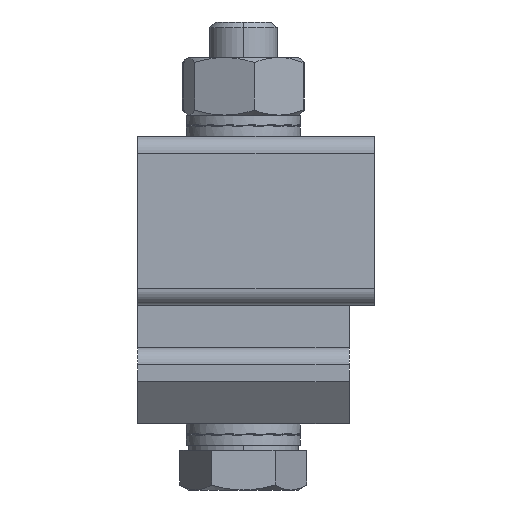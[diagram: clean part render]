
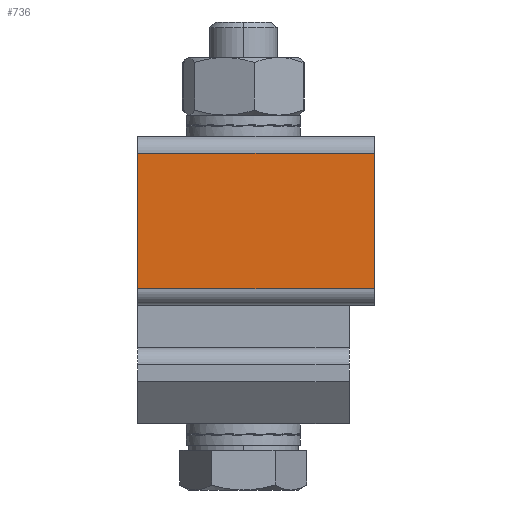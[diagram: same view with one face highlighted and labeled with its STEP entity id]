
A CAD part, left-side view. The second image highlights one B-rep face of the part: STEP entity #736.
In plain terms, the highlighted planar face has unit normal (-1, 0, 0).
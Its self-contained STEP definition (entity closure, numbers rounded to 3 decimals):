
#699 = CARTESIAN_POINT ( 'NONE',  ( -130., 12.5, 5. ) ) ;
#736 = ADVANCED_FACE ( 'NONE', ( #2508 ), #8446, .F. ) ;
#843 = CARTESIAN_POINT ( 'NONE',  ( -130., -15.5, 7. ) ) ;
#2268 = EDGE_CURVE ( 'NONE', #2506, #13397, #12192, .T. ) ;
#2506 = VERTEX_POINT ( 'NONE', #10088 ) ;
#2508 = FACE_OUTER_BOUND ( 'NONE', #13364, .T. ) ;
#3984 = LINE ( 'NONE', #6639, #14480 ) ;
#4102 = CARTESIAN_POINT ( 'NONE',  ( -130., -15.5, 5. ) ) ;
#4389 = VECTOR ( 'NONE', #15028, 1000. ) ;
#4910 = AXIS2_PLACEMENT_3D ( 'NONE', #699, #19765, #19899 ) ;
#5811 = VERTEX_POINT ( 'NONE', #16755 ) ;
#6639 = CARTESIAN_POINT ( 'NONE',  ( -130., 12.5, 5. ) ) ;
#6835 = DIRECTION ( 'NONE',  ( 0., 0., 1. ) ) ;
#7168 = LINE ( 'NONE', #11631, #16660 ) ;
#7925 = CARTESIAN_POINT ( 'NONE',  ( -130., 12.5, 7. ) ) ;
#8446 = PLANE ( 'NONE',  #4910 ) ;
#8616 = ORIENTED_EDGE ( 'NONE', *, *, #9474, .T. ) ;
#8937 = ORIENTED_EDGE ( 'NONE', *, *, #16349, .F. ) ;
#9207 = VECTOR ( 'NONE', #16267, 1000. ) ;
#9474 = EDGE_CURVE ( 'NONE', #16699, #2506, #16480, .T. ) ;
#9755 = ORIENTED_EDGE ( 'NONE', *, *, #15999, .T. ) ;
#10088 = CARTESIAN_POINT ( 'NONE',  ( -130., -15.5, 7. ) ) ;
#11631 = CARTESIAN_POINT ( 'NONE',  ( -130., 12.5, 23. ) ) ;
#12192 = LINE ( 'NONE', #4102, #4389 ) ;
#13364 = EDGE_LOOP ( 'NONE', ( #15826, #9755, #8937, #8616 ) ) ;
#13397 = VERTEX_POINT ( 'NONE', #14203 ) ;
#14203 = CARTESIAN_POINT ( 'NONE',  ( -130., -15.5, 23. ) ) ;
#14480 = VECTOR ( 'NONE', #6835, 1000. ) ;
#14937 = DIRECTION ( 'NONE',  ( 0., 1., 0. ) ) ;
#15028 = DIRECTION ( 'NONE',  ( 0., 0., 1. ) ) ;
#15826 = ORIENTED_EDGE ( 'NONE', *, *, #2268, .T. ) ;
#15999 = EDGE_CURVE ( 'NONE', #13397, #5811, #7168, .T. ) ;
#16267 = DIRECTION ( 'NONE',  ( 0., -1., 0. ) ) ;
#16349 = EDGE_CURVE ( 'NONE', #16699, #5811, #3984, .T. ) ;
#16480 = LINE ( 'NONE', #843, #9207 ) ;
#16660 = VECTOR ( 'NONE', #14937, 1000. ) ;
#16699 = VERTEX_POINT ( 'NONE', #7925 ) ;
#16755 = CARTESIAN_POINT ( 'NONE',  ( -130., 12.5, 23. ) ) ;
#19765 = DIRECTION ( 'NONE',  ( 1., 0., 0. ) ) ;
#19899 = DIRECTION ( 'NONE',  ( 0., 0., -1. ) ) ;
